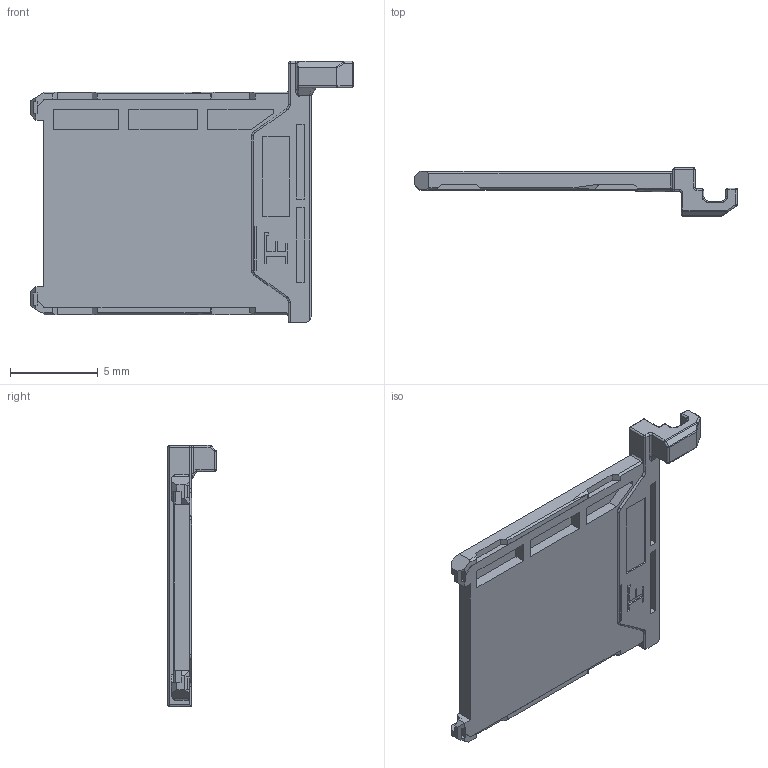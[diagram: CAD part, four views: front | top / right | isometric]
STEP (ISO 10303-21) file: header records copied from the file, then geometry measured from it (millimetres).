
FILE_DESCRIPTION (( 'STEP AP203' ), '1' );
FILE_NAME ('FUA006-3220-0.STEP', '2015-02-19T01:00:20', ( 'HP-Z400' ), ( 'Hewlett-Packard Company' ), 'SwSTEP 2.0', 'SolidWorks 2014', '' );
FILE_SCHEMA (( 'CONFIG_CONTROL_DESIGN' ));
Length unit declared in the file: millimetre
Products named in the file (1): FUA006-3220-0
Bounding box: 18.4 x 2.75 x 14.9 mm (x, y, z)
Volume: 108.1 mm3; surface area: 549.5 mm2
Topology: 1 solids, 1 shells, 277 faces, 720 edges, 442 vertices
Faces by surface type: plane 168, cylinder 68, sphere 16, torus 15, cone 6, bspline 4
Entity records: 8418 total; most frequent: CARTESIAN_POINT 1658, ORIENTED_EDGE 1416, DIRECTION 1361, EDGE_CURVE 708, LINE 527, VECTOR 527, VERTEX_POINT 442, AXIS2_PLACEMENT_3D 417
